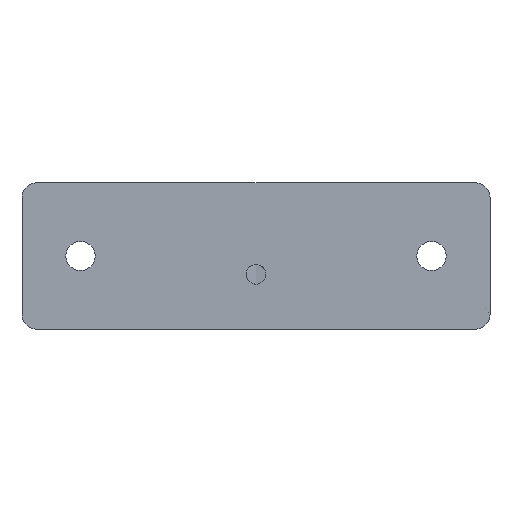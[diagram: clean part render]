
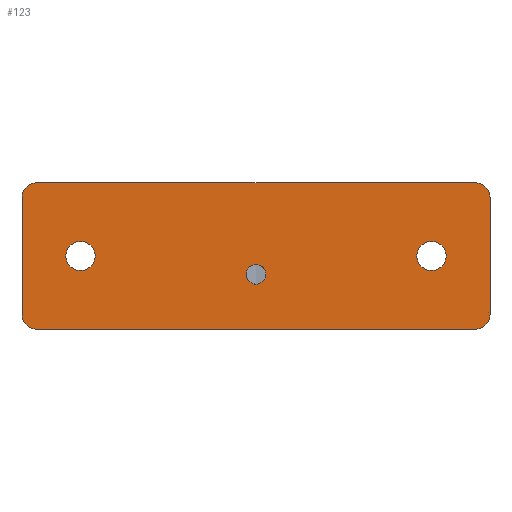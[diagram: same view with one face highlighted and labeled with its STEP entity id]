
A CAD part, front view. The second image highlights one B-rep face of the part: STEP entity #123.
In plain terms, the highlighted planar face has unit normal (0, -1, 0).
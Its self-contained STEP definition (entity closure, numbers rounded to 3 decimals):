
#24 = VERTEX_POINT('',#25);
#25 = CARTESIAN_POINT('',(0.,0.,2.));
#40 = VERTEX_POINT('',#41);
#41 = CARTESIAN_POINT('',(0.,0.,18.));
#47 = EDGE_CURVE('',#24,#40,#48,.T.);
#48 = LINE('',#49,#50);
#49 = CARTESIAN_POINT('',(0.,0.,0.));
#50 = VECTOR('',#51,1.);
#51 = DIRECTION('',(0.,0.,1.));
#72 = VERTEX_POINT('',#73);
#73 = CARTESIAN_POINT('',(-2.,0.,0.));
#79 = EDGE_CURVE('',#24,#72,#80,.T.);
#80 = CIRCLE('',#81,2.);
#81 = AXIS2_PLACEMENT_3D('',#82,#83,#84);
#82 = CARTESIAN_POINT('',(-2.,0.,2.));
#83 = DIRECTION('',(-0.,1.,0.));
#84 = DIRECTION('',(0.,0.,-1.));
#123 = ADVANCED_FACE('',(#124,#177,#188,#199),#210,.T.);
#124 = FACE_BOUND('',#125,.T.);
#125 = EDGE_LOOP('',(#126,#127,#136,#144,#153,#161,#170,#176));
#126 = ORIENTED_EDGE('',*,*,#47,.T.);
#127 = ORIENTED_EDGE('',*,*,#128,.T.);
#128 = EDGE_CURVE('',#40,#129,#131,.T.);
#129 = VERTEX_POINT('',#130);
#130 = CARTESIAN_POINT('',(-2.,0.,20.));
#131 = CIRCLE('',#132,2.);
#132 = AXIS2_PLACEMENT_3D('',#133,#134,#135);
#133 = CARTESIAN_POINT('',(-2.,0.,18.));
#134 = DIRECTION('',(0.,-1.,0.));
#135 = DIRECTION('',(0.,0.,-1.));
#136 = ORIENTED_EDGE('',*,*,#137,.T.);
#137 = EDGE_CURVE('',#129,#138,#140,.T.);
#138 = VERTEX_POINT('',#139);
#139 = CARTESIAN_POINT('',(-62.,0.,20.));
#140 = LINE('',#141,#142);
#141 = CARTESIAN_POINT('',(0.,0.,20.));
#142 = VECTOR('',#143,1.);
#143 = DIRECTION('',(-1.,0.,0.));
#144 = ORIENTED_EDGE('',*,*,#145,.T.);
#145 = EDGE_CURVE('',#138,#146,#148,.T.);
#146 = VERTEX_POINT('',#147);
#147 = CARTESIAN_POINT('',(-64.,0.,18.));
#148 = CIRCLE('',#149,2.);
#149 = AXIS2_PLACEMENT_3D('',#150,#151,#152);
#150 = CARTESIAN_POINT('',(-62.,0.,18.));
#151 = DIRECTION('',(0.,-1.,0.));
#152 = DIRECTION('',(0.,0.,1.));
#153 = ORIENTED_EDGE('',*,*,#154,.F.);
#154 = EDGE_CURVE('',#155,#146,#157,.T.);
#155 = VERTEX_POINT('',#156);
#156 = CARTESIAN_POINT('',(-64.,0.,2.));
#157 = LINE('',#158,#159);
#158 = CARTESIAN_POINT('',(-64.,0.,0.));
#159 = VECTOR('',#160,1.);
#160 = DIRECTION('',(0.,0.,1.));
#161 = ORIENTED_EDGE('',*,*,#162,.F.);
#162 = EDGE_CURVE('',#163,#155,#165,.T.);
#163 = VERTEX_POINT('',#164);
#164 = CARTESIAN_POINT('',(-62.,0.,0.));
#165 = CIRCLE('',#166,2.);
#166 = AXIS2_PLACEMENT_3D('',#167,#168,#169);
#167 = CARTESIAN_POINT('',(-62.,0.,2.));
#168 = DIRECTION('',(0.,1.,0.));
#169 = DIRECTION('',(0.,0.,1.));
#170 = ORIENTED_EDGE('',*,*,#171,.F.);
#171 = EDGE_CURVE('',#72,#163,#172,.T.);
#172 = LINE('',#173,#174);
#173 = CARTESIAN_POINT('',(0.,0.,0.));
#174 = VECTOR('',#175,1.);
#175 = DIRECTION('',(-1.,0.,0.));
#176 = ORIENTED_EDGE('',*,*,#79,.F.);
#177 = FACE_BOUND('',#178,.T.);
#178 = EDGE_LOOP('',(#179));
#179 = ORIENTED_EDGE('',*,*,#180,.T.);
#180 = EDGE_CURVE('',#181,#181,#183,.T.);
#181 = VERTEX_POINT('',#182);
#182 = CARTESIAN_POINT('',(-10.,0.,10.));
#183 = CIRCLE('',#184,2.);
#184 = AXIS2_PLACEMENT_3D('',#185,#186,#187);
#185 = CARTESIAN_POINT('',(-8.,0.,10.));
#186 = DIRECTION('',(0.,1.,0.));
#187 = DIRECTION('',(-1.,0.,0.));
#188 = FACE_BOUND('',#189,.T.);
#189 = EDGE_LOOP('',(#190));
#190 = ORIENTED_EDGE('',*,*,#191,.T.);
#191 = EDGE_CURVE('',#192,#192,#194,.T.);
#192 = VERTEX_POINT('',#193);
#193 = CARTESIAN_POINT('',(-58.,0.,10.));
#194 = CIRCLE('',#195,2.);
#195 = AXIS2_PLACEMENT_3D('',#196,#197,#198);
#196 = CARTESIAN_POINT('',(-56.,0.,10.));
#197 = DIRECTION('',(0.,1.,0.));
#198 = DIRECTION('',(-1.,0.,0.));
#199 = FACE_BOUND('',#200,.T.);
#200 = EDGE_LOOP('',(#201));
#201 = ORIENTED_EDGE('',*,*,#202,.F.);
#202 = EDGE_CURVE('',#203,#203,#205,.T.);
#203 = VERTEX_POINT('',#204);
#204 = CARTESIAN_POINT('',(-30.65,0.,7.5));
#205 = CIRCLE('',#206,1.35);
#206 = AXIS2_PLACEMENT_3D('',#207,#208,#209);
#207 = CARTESIAN_POINT('',(-32.,0.,7.5));
#208 = DIRECTION('',(0.,-1.,0.));
#209 = DIRECTION('',(1.,0.,0.));
#210 = PLANE('',#211);
#211 = AXIS2_PLACEMENT_3D('',#212,#213,#214);
#212 = CARTESIAN_POINT('',(0.,0.,0.));
#213 = DIRECTION('',(0.,-1.,0.));
#214 = DIRECTION('',(-1.,0.,0.));
